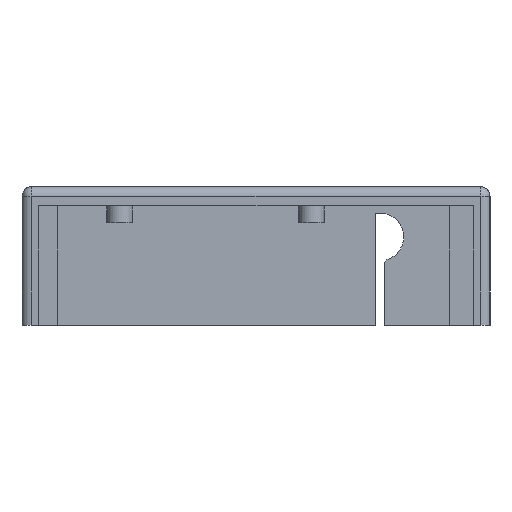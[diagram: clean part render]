
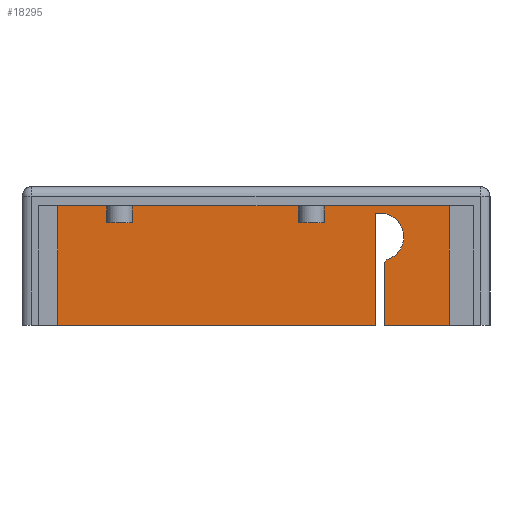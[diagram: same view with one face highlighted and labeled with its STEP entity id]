
A CAD part, left-side view. The second image highlights one B-rep face of the part: STEP entity #18295.
In plain terms, the highlighted planar face has unit normal (-1, 0, 0).
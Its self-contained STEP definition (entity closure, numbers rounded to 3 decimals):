
#741=CIRCLE('',#19413,5.);
#1140=FACE_OUTER_BOUND('',#2207,.T.);
#2207=EDGE_LOOP('',(#13217,#13218,#13219,#13220,#13221,#13222,#13223,#13224,
#13225));
#3143=LINE('',#25052,#5355);
#3174=LINE('',#25116,#5386);
#3301=LINE('',#25382,#5513);
#3313=LINE('',#25411,#5525);
#3460=LINE('',#25989,#5672);
#3649=LINE('',#26551,#5861);
#3652=LINE('',#26562,#5864);
#3653=LINE('',#26568,#5865);
#5355=VECTOR('',#20351,10.);
#5386=VECTOR('',#20392,10.);
#5513=VECTOR('',#20537,10.);
#5525=VECTOR('',#20557,10.);
#5672=VECTOR('',#20780,10.);
#5861=VECTOR('',#21481,10.);
#5864=VECTOR('',#21492,10.);
#5865=VECTOR('',#21495,10.);
#7565=VERTEX_POINT('',#25046);
#7567=VERTEX_POINT('',#25050);
#7595=VERTEX_POINT('',#25114);
#7724=VERTEX_POINT('',#25379);
#7725=VERTEX_POINT('',#25381);
#7891=VERTEX_POINT('',#25988);
#7978=VERTEX_POINT('',#26549);
#7980=VERTEX_POINT('',#26555);
#7982=VERTEX_POINT('',#26560);
#9313=EDGE_CURVE('',#7565,#7567,#3143,.T.);
#9344=EDGE_CURVE('',#7567,#7595,#3174,.T.);
#9478=EDGE_CURVE('',#7724,#7725,#3301,.T.);
#9493=EDGE_CURVE('',#7725,#7595,#3313,.T.);
#9674=EDGE_CURVE('',#7891,#7565,#3460,.T.);
#9936=EDGE_CURVE('',#7724,#7978,#3649,.T.);
#9939=EDGE_CURVE('',#7978,#7980,#741,.T.);
#9941=EDGE_CURVE('',#7982,#7980,#3652,.T.);
#9943=EDGE_CURVE('',#7982,#7891,#3653,.T.);
#13217=ORIENTED_EDGE('',*,*,#9478,.F.);
#13218=ORIENTED_EDGE('',*,*,#9936,.T.);
#13219=ORIENTED_EDGE('',*,*,#9939,.T.);
#13220=ORIENTED_EDGE('',*,*,#9941,.F.);
#13221=ORIENTED_EDGE('',*,*,#9943,.T.);
#13222=ORIENTED_EDGE('',*,*,#9674,.T.);
#13223=ORIENTED_EDGE('',*,*,#9313,.T.);
#13224=ORIENTED_EDGE('',*,*,#9344,.T.);
#13225=ORIENTED_EDGE('',*,*,#9493,.F.);
#17466=PLANE('',#19415);
#18295=ADVANCED_FACE('',(#1140),#17466,.T.);
#19413=AXIS2_PLACEMENT_3D('',#26557,#21487,#21488);
#19415=AXIS2_PLACEMENT_3D('',#26567,#21493,#21494);
#20351=DIRECTION('',(0.,0.,1.));
#20392=DIRECTION('',(0.,1.,0.));
#20537=DIRECTION('',(0.,1.,0.));
#20557=DIRECTION('',(0.,0.,1.));
#20780=DIRECTION('',(0.,-1.,0.));
#21481=DIRECTION('',(0.,0.,1.));
#21487=DIRECTION('center_axis',(1.,0.,0.));
#21488=DIRECTION('ref_axis',(0.,1.,0.));
#21492=DIRECTION('',(0.,-0.613,0.79));
#21493=DIRECTION('center_axis',(-1.,0.,0.));
#21494=DIRECTION('ref_axis',(0.,1.,0.));
#21495=DIRECTION('',(0.,0.,-1.));
#25046=CARTESIAN_POINT('',(-11.383,-8.368,29.));
#25050=CARTESIAN_POINT('',(-11.383,-8.368,54.));
#25052=CARTESIAN_POINT('',(-11.383,-8.368,29.));
#25114=CARTESIAN_POINT('',(-11.383,82.632,54.));
#25116=CARTESIAN_POINT('',(-11.383,-6.868,54.));
#25379=CARTESIAN_POINT('',(-11.383,12.2,29.));
#25381=CARTESIAN_POINT('',(-11.383,82.632,29.));
#25382=CARTESIAN_POINT('',(-11.383,57.882,29.));
#25411=CARTESIAN_POINT('',(-11.383,82.632,29.));
#25988=CARTESIAN_POINT('',(-11.383,10.2,29.));
#25989=CARTESIAN_POINT('',(-11.383,17.382,29.));
#26549=CARTESIAN_POINT('',(-11.383,12.2,52.4));
#26551=CARTESIAN_POINT('',(-11.383,12.2,53.2));
#26555=CARTESIAN_POINT('',(-11.383,9.716,42.727));
#26557=CARTESIAN_POINT('Origin',(-11.383,11.203,47.5));
#26560=CARTESIAN_POINT('',(-11.383,10.2,42.102));
#26562=CARTESIAN_POINT('',(-11.383,3.245,51.075));
#26567=CARTESIAN_POINT('Origin',(-11.383,-10.868,54.));
#26568=CARTESIAN_POINT('',(-11.383,10.2,41.5));
